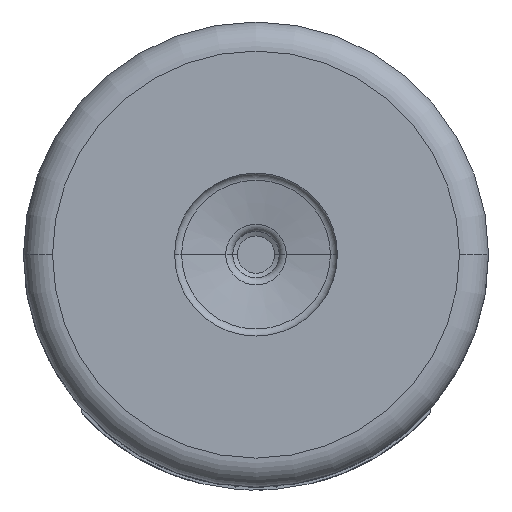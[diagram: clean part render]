
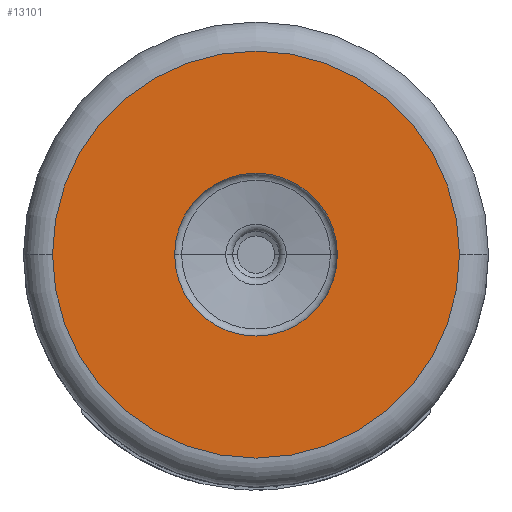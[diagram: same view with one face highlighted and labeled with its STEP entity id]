
A CAD part, front view. The second image highlights one B-rep face of the part: STEP entity #13101.
In plain terms, the highlighted planar face has unit normal (0, -1, 0).
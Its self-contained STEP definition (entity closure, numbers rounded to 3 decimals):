
#1623=CARTESIAN_POINT('',(0.,-4.,0.));
#1624=DIRECTION('',(0.,-1.,0.));
#1625=DIRECTION('',(1.,0.,0.));
#1626=AXIS2_PLACEMENT_3D('',#1623,#1624,#1625);
#1638=CARTESIAN_POINT('',(0.,-4.,0.));
#1639=DIRECTION('',(0.,-1.,0.));
#1640=DIRECTION('',(-1.,0.,0.));
#1641=AXIS2_PLACEMENT_3D('',#1638,#1639,#1640);
#1643=CARTESIAN_POINT('',(0.,-4.,0.));
#1644=DIRECTION('',(0.,-1.,0.));
#1645=DIRECTION('',(1.,0.,0.));
#1646=AXIS2_PLACEMENT_3D('',#1643,#1644,#1645);
#1648=CARTESIAN_POINT('',(0.,-4.,0.));
#1649=DIRECTION('',(0.,-1.,0.));
#1650=DIRECTION('',(-1.,0.,0.));
#1651=AXIS2_PLACEMENT_3D('',#1648,#1649,#1650);
#11071=CARTESIAN_POINT('',(-1.4,-4.,0.));
#11072=CARTESIAN_POINT('',(1.4,-4.,0.));
#11073=VERTEX_POINT('',#11071);
#11074=VERTEX_POINT('',#11072);
#11075=CARTESIAN_POINT('',(3.5,-4.,0.));
#11076=CARTESIAN_POINT('',(-3.5,-4.,0.));
#11077=VERTEX_POINT('',#11075);
#11078=VERTEX_POINT('',#11076);
#13085=CARTESIAN_POINT('',(0.,-4.,0.));
#13086=DIRECTION('',(0.,1.,0.));
#13087=DIRECTION('',(1.,0.,0.));
#13088=AXIS2_PLACEMENT_3D('',#13085,#13086,#13087);
#13089=PLANE('',#13088);
#13090=ORIENTED_EDGE('',*,*,#13075,.F.);
#13092=ORIENTED_EDGE('',*,*,#13091,.F.);
#13093=EDGE_LOOP('',(#13090,#13092));
#13094=FACE_OUTER_BOUND('',#13093,.F.);
#13096=ORIENTED_EDGE('',*,*,#13095,.T.);
#13098=ORIENTED_EDGE('',*,*,#13097,.T.);
#13099=EDGE_LOOP('',(#13096,#13098));
#13100=FACE_BOUND('',#13099,.F.);
#13101=ADVANCED_FACE('',(#13094,#13100),#13089,.F.);
#1627=CIRCLE('',#1626,3.5);
#1642=CIRCLE('',#1641,1.4);
#1647=CIRCLE('',#1646,1.4);
#1652=CIRCLE('',#1651,3.5);
#13075=EDGE_CURVE('',#11077,#11078,#1627,.T.);
#13091=EDGE_CURVE('',#11078,#11077,#1652,.T.);
#13095=EDGE_CURVE('',#11073,#11074,#1642,.T.);
#13097=EDGE_CURVE('',#11074,#11073,#1647,.T.);
